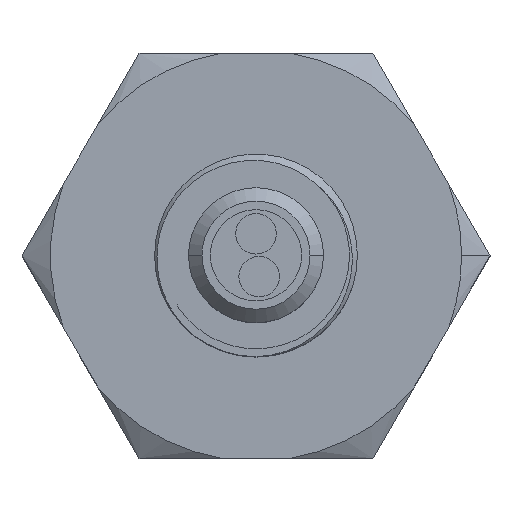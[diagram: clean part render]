
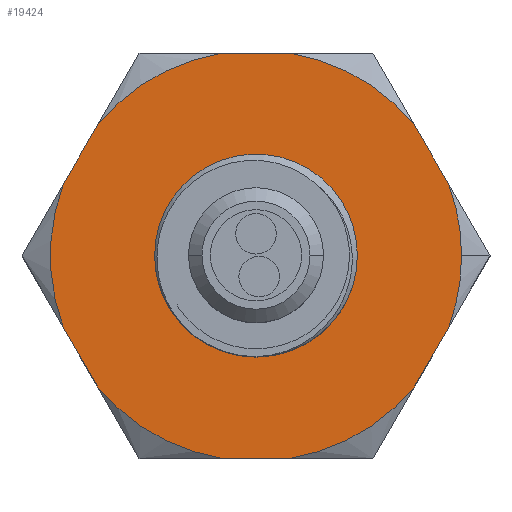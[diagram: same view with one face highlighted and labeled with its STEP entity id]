
A CAD part, top view. The second image highlights one B-rep face of the part: STEP entity #19424.
In plain terms, the highlighted planar face has unit normal (0, 0, 1).
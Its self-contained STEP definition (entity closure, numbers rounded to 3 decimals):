
#31 = CIRCLE ( 'NONE', #7968, 6.086 ) ;
#40 = ORIENTED_EDGE ( 'NONE', *, *, #1950, .T. ) ;
#376 = DIRECTION ( 'NONE',  ( 1., 0., 0. ) ) ;
#536 = DIRECTION ( 'NONE',  ( 1., 0., 0. ) ) ;
#791 = VECTOR ( 'NONE', #5064, 1000. ) ;
#805 = CARTESIAN_POINT ( 'NONE',  ( 1.022, 6., 9. ) ) ;
#1019 = CARTESIAN_POINT ( 'NONE',  ( -4.685, 3.885, 9. ) ) ;
#1037 = ORIENTED_EDGE ( 'NONE', *, *, #5061, .F. ) ;
#1138 = CARTESIAN_POINT ( 'NONE',  ( -3.464, -6., 9. ) ) ;
#1251 = AXIS2_PLACEMENT_3D ( 'NONE', #18540, #21863, #6462 ) ;
#1359 = CARTESIAN_POINT ( 'NONE',  ( 0., 0., 9. ) ) ;
#1543 = VERTEX_POINT ( 'NONE', #2108 ) ;
#1668 = DIRECTION ( 'NONE',  ( 1., 0., 0. ) ) ;
#1797 = ORIENTED_EDGE ( 'NONE', *, *, #15801, .F. ) ;
#1950 = EDGE_CURVE ( 'NONE', #2803, #6616, #5608, .T. ) ;
#2108 = CARTESIAN_POINT ( 'NONE',  ( 4.685, -3.885, 9. ) ) ;
#2164 = ORIENTED_EDGE ( 'NONE', *, *, #11653, .F. ) ;
#2241 = CIRCLE ( 'NONE', #13685, 6.086 ) ;
#2648 = AXIS2_PLACEMENT_3D ( 'NONE', #1359, #4809, #1668 ) ;
#2683 = CARTESIAN_POINT ( 'NONE',  ( 6.928, 0., 9. ) ) ;
#2750 = DIRECTION ( 'NONE',  ( 1., 0., 0. ) ) ;
#2803 = VERTEX_POINT ( 'NONE', #11361 ) ;
#2829 = DIRECTION ( 'NONE',  ( -0.5, 0.866, 0. ) ) ;
#2846 = EDGE_CURVE ( 'NONE', #20080, #21071, #7109, .T. ) ;
#3008 = FACE_BOUND ( 'NONE', #21968, .T. ) ;
#3287 = EDGE_CURVE ( 'NONE', #1543, #17538, #4116, .T. ) ;
#3348 = AXIS2_PLACEMENT_3D ( 'NONE', #6130, #4612, #2750 ) ;
#3543 = VERTEX_POINT ( 'NONE', #21639 ) ;
#3661 = ORIENTED_EDGE ( 'NONE', *, *, #3287, .T. ) ;
#3771 = EDGE_CURVE ( 'NONE', #20080, #16418, #12988, .T. ) ;
#4026 = CIRCLE ( 'NONE', #1251, 3. ) ;
#4036 = AXIS2_PLACEMENT_3D ( 'NONE', #17275, #6946, #19042 ) ;
#4116 = LINE ( 'NONE', #9094, #16241 ) ;
#4597 = EDGE_CURVE ( 'NONE', #16050, #22329, #8908, .T. ) ;
#4612 = DIRECTION ( 'NONE',  ( 0., 0., -1. ) ) ;
#4748 = AXIS2_PLACEMENT_3D ( 'NONE', #17762, #17610, #376 ) ;
#4809 = DIRECTION ( 'NONE',  ( 0., 0., -1. ) ) ;
#4887 = CIRCLE ( 'NONE', #13595, 6.086 ) ;
#5061 = EDGE_CURVE ( 'NONE', #12024, #17538, #11117, .T. ) ;
#5064 = DIRECTION ( 'NONE',  ( 0.5, -0.866, 0. ) ) ;
#5306 = CARTESIAN_POINT ( 'NONE',  ( -6.928, 0., 9. ) ) ;
#5487 = CARTESIAN_POINT ( 'NONE',  ( -1.022, -6., 9. ) ) ;
#5608 = LINE ( 'NONE', #2683, #22351 ) ;
#5625 = DIRECTION ( 'NONE',  ( 0., 0., -1. ) ) ;
#5846 = ORIENTED_EDGE ( 'NONE', *, *, #15594, .F. ) ;
#6067 = CARTESIAN_POINT ( 'NONE',  ( 4.685, 3.885, 9. ) ) ;
#6130 = CARTESIAN_POINT ( 'NONE',  ( 0., 0., 9. ) ) ;
#6145 = EDGE_LOOP ( 'NONE', ( #1797, #3661, #1037, #5846, #40, #16803, #11688, #19087, #10107, #13455, #11517, #16047, #20726 ) ) ;
#6462 = DIRECTION ( 'NONE',  ( 1., 0., 0. ) ) ;
#6594 = EDGE_CURVE ( 'NONE', #19309, #6616, #4887, .T. ) ;
#6616 = VERTEX_POINT ( 'NONE', #6067 ) ;
#6640 = CARTESIAN_POINT ( 'NONE',  ( -4.685, -3.885, 9. ) ) ;
#6946 = DIRECTION ( 'NONE',  ( 0., 0., -1. ) ) ;
#7109 = LINE ( 'NONE', #1138, #12773 ) ;
#7478 = EDGE_CURVE ( 'NONE', #18705, #22329, #15556, .T. ) ;
#7968 = AXIS2_PLACEMENT_3D ( 'NONE', #10817, #10969, #536 ) ;
#8051 = VECTOR ( 'NONE', #9634, 1000. ) ;
#8086 = DIRECTION ( 'NONE',  ( 0., 0., 1. ) ) ;
#8096 = CARTESIAN_POINT ( 'NONE',  ( -5.707, -2.115, 9. ) ) ;
#8126 = DIRECTION ( 'NONE',  ( 1., 0., 0. ) ) ;
#8482 = DIRECTION ( 'NONE',  ( 1., 0., 0. ) ) ;
#8908 = CIRCLE ( 'NONE', #4748, 6.086 ) ;
#8986 = DIRECTION ( 'NONE',  ( 1., 0., 0. ) ) ;
#9094 = CARTESIAN_POINT ( 'NONE',  ( 3.464, -6., 9. ) ) ;
#9624 = LINE ( 'NONE', #5306, #791 ) ;
#9634 = DIRECTION ( 'NONE',  ( -1., 0., 0. ) ) ;
#10107 = ORIENTED_EDGE ( 'NONE', *, *, #7478, .T. ) ;
#10168 = CARTESIAN_POINT ( 'NONE',  ( 5.707, -2.115, 9. ) ) ;
#10283 = DIRECTION ( 'NONE',  ( 0., 0., 1. ) ) ;
#10817 = CARTESIAN_POINT ( 'NONE',  ( 0., 0., 9. ) ) ;
#10969 = DIRECTION ( 'NONE',  ( 0., 0., -1. ) ) ;
#11117 = CIRCLE ( 'NONE', #3348, 6.086 ) ;
#11191 = CARTESIAN_POINT ( 'NONE',  ( -3.464, 6., 9. ) ) ;
#11303 = CARTESIAN_POINT ( 'NONE',  ( 3.464, 6., 9. ) ) ;
#11361 = CARTESIAN_POINT ( 'NONE',  ( 5.707, 2.115, 9. ) ) ;
#11517 = ORIENTED_EDGE ( 'NONE', *, *, #21143, .T. ) ;
#11536 = DIRECTION ( 'NONE',  ( 1., 0., 0. ) ) ;
#11653 = EDGE_CURVE ( 'NONE', #19854, #17985, #22052, .T. ) ;
#11688 = ORIENTED_EDGE ( 'NONE', *, *, #20953, .T. ) ;
#11833 = CARTESIAN_POINT ( 'NONE',  ( 1.022, -6., 9. ) ) ;
#11893 = FACE_OUTER_BOUND ( 'NONE', #6145, .T. ) ;
#12024 = VERTEX_POINT ( 'NONE', #19529 ) ;
#12463 = AXIS2_PLACEMENT_3D ( 'NONE', #16938, #10283, #8482 ) ;
#12773 = VECTOR ( 'NONE', #8126, 1000. ) ;
#12988 = CIRCLE ( 'NONE', #4036, 6.086 ) ;
#13455 = ORIENTED_EDGE ( 'NONE', *, *, #4597, .F. ) ;
#13595 = AXIS2_PLACEMENT_3D ( 'NONE', #19361, #5625, #8986 ) ;
#13685 = AXIS2_PLACEMENT_3D ( 'NONE', #21613, #16389, #17916 ) ;
#14116 = DIRECTION ( 'NONE',  ( 0.5, 0.866, 0. ) ) ;
#14971 = PLANE ( 'NONE',  #18751 ) ;
#15226 = ORIENTED_EDGE ( 'NONE', *, *, #16909, .F. ) ;
#15556 = LINE ( 'NONE', #11191, #17422 ) ;
#15594 = EDGE_CURVE ( 'NONE', #2803, #12024, #18641, .T. ) ;
#15801 = EDGE_CURVE ( 'NONE', #1543, #21071, #31, .T. ) ;
#16047 = ORIENTED_EDGE ( 'NONE', *, *, #3771, .F. ) ;
#16050 = VERTEX_POINT ( 'NONE', #8096 ) ;
#16134 = DIRECTION ( 'NONE',  ( -0.5, -0.866, 0. ) ) ;
#16162 = LINE ( 'NONE', #11303, #8051 ) ;
#16241 = VECTOR ( 'NONE', #14116, 1000. ) ;
#16389 = DIRECTION ( 'NONE',  ( 0., 0., -1. ) ) ;
#16418 = VERTEX_POINT ( 'NONE', #6640 ) ;
#16803 = ORIENTED_EDGE ( 'NONE', *, *, #6594, .F. ) ;
#16909 = EDGE_CURVE ( 'NONE', #17985, #19854, #4026, .T. ) ;
#16938 = CARTESIAN_POINT ( 'NONE',  ( 0., 0., 9. ) ) ;
#17275 = CARTESIAN_POINT ( 'NONE',  ( 0., 0., 9. ) ) ;
#17422 = VECTOR ( 'NONE', #16134, 1000. ) ;
#17538 = VERTEX_POINT ( 'NONE', #10168 ) ;
#17610 = DIRECTION ( 'NONE',  ( 0., 0., -1. ) ) ;
#17762 = CARTESIAN_POINT ( 'NONE',  ( 0., 0., 9. ) ) ;
#17916 = DIRECTION ( 'NONE',  ( 1., 0., 0. ) ) ;
#17985 = VERTEX_POINT ( 'NONE', #21787 ) ;
#18436 = CARTESIAN_POINT ( 'NONE',  ( 0., 0., 9. ) ) ;
#18540 = CARTESIAN_POINT ( 'NONE',  ( 0., 0., 9. ) ) ;
#18641 = CIRCLE ( 'NONE', #2648, 6.086 ) ;
#18705 = VERTEX_POINT ( 'NONE', #1019 ) ;
#18751 = AXIS2_PLACEMENT_3D ( 'NONE', #18436, #8086, #11536 ) ;
#19042 = DIRECTION ( 'NONE',  ( 1., 0., 0. ) ) ;
#19087 = ORIENTED_EDGE ( 'NONE', *, *, #19143, .F. ) ;
#19143 = EDGE_CURVE ( 'NONE', #18705, #3543, #2241, .T. ) ;
#19309 = VERTEX_POINT ( 'NONE', #805 ) ;
#19361 = CARTESIAN_POINT ( 'NONE',  ( 0., 0., 9. ) ) ;
#19424 = ADVANCED_FACE ( 'NONE', ( #11893, #3008 ), #14971, .T. ) ;
#19529 = CARTESIAN_POINT ( 'NONE',  ( 6.086, 0., 9. ) ) ;
#19854 = VERTEX_POINT ( 'NONE', #20005 ) ;
#20005 = CARTESIAN_POINT ( 'NONE',  ( 3., 0., 9. ) ) ;
#20080 = VERTEX_POINT ( 'NONE', #5487 ) ;
#20726 = ORIENTED_EDGE ( 'NONE', *, *, #2846, .T. ) ;
#20953 = EDGE_CURVE ( 'NONE', #19309, #3543, #16162, .T. ) ;
#21071 = VERTEX_POINT ( 'NONE', #11833 ) ;
#21143 = EDGE_CURVE ( 'NONE', #16050, #16418, #9624, .T. ) ;
#21613 = CARTESIAN_POINT ( 'NONE',  ( 0., 0., 9. ) ) ;
#21639 = CARTESIAN_POINT ( 'NONE',  ( -1.022, 6., 9. ) ) ;
#21787 = CARTESIAN_POINT ( 'NONE',  ( -3., 0., 9. ) ) ;
#21863 = DIRECTION ( 'NONE',  ( 0., 0., 1. ) ) ;
#21968 = EDGE_LOOP ( 'NONE', ( #15226, #2164 ) ) ;
#22052 = CIRCLE ( 'NONE', #12463, 3. ) ;
#22210 = CARTESIAN_POINT ( 'NONE',  ( -5.707, 2.115, 9. ) ) ;
#22329 = VERTEX_POINT ( 'NONE', #22210 ) ;
#22351 = VECTOR ( 'NONE', #2829, 1000. ) ;
